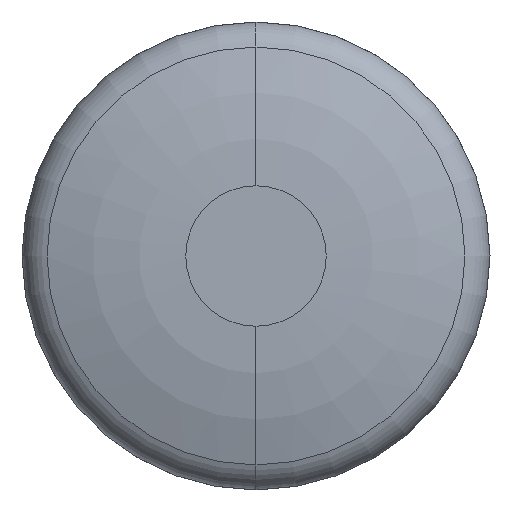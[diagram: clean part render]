
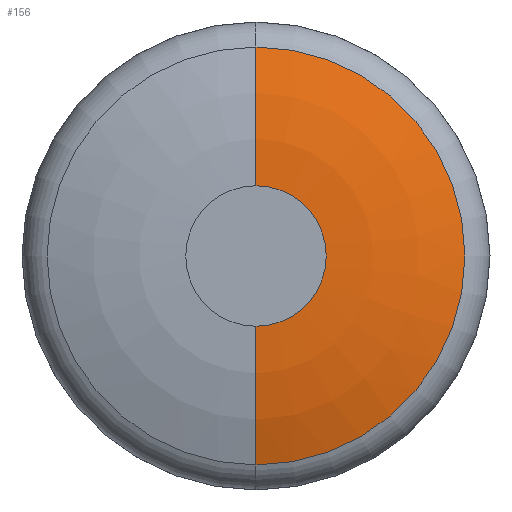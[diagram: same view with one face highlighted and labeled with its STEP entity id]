
A CAD part, front view. The second image highlights one B-rep face of the part: STEP entity #156.
In plain terms, the highlighted toroidal (fillet/blend) face has major radius 1.905 mm and minor radius 11.43 mm.
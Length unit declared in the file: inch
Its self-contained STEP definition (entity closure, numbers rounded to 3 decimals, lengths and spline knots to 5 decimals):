
#26 = ORIENTED_EDGE ( 'NONE', *, *, #493, .F. ) ;
#29 = DIRECTION ( 'NONE',  ( -1., 0., 0. ) ) ;
#45 = VERTEX_POINT ( 'NONE', #280 ) ;
#57 = CARTESIAN_POINT ( 'NONE',  ( 0., 0.02509, 0. ) ) ;
#78 = CARTESIAN_POINT ( 'NONE',  ( 0., 0., 0. ) ) ;
#95 = CIRCLE ( 'NONE', #275, 0.22317 ) ;
#97 = DIRECTION ( 'NONE',  ( 0., -1., 0. ) ) ;
#98 = DIRECTION ( 'NONE',  ( 1., 0., 0. ) ) ;
#119 = DIRECTION ( 'NONE',  ( 0., 0., 1. ) ) ;
#129 = CARTESIAN_POINT ( 'NONE',  ( 0., 0.45, -0.075 ) ) ;
#131 = CIRCLE ( 'NONE', #427, 0.45 ) ;
#138 = DIRECTION ( 'NONE',  ( 0., -1., 0. ) ) ;
#144 = CARTESIAN_POINT ( 'NONE',  ( 0., 0.45, 0. ) ) ;
#146 = EDGE_CURVE ( 'NONE', #572, #264, #131, .T. ) ;
#156 = ADVANCED_FACE ( 'NONE', ( #214 ), #560, .T. ) ;
#214 = FACE_OUTER_BOUND ( 'NONE', #392, .T. ) ;
#231 = AXIS2_PLACEMENT_3D ( 'NONE', #144, #138, #271 ) ;
#264 = VERTEX_POINT ( 'NONE', #360 ) ;
#271 = DIRECTION ( 'NONE',  ( 0., 0., -1. ) ) ;
#275 = AXIS2_PLACEMENT_3D ( 'NONE', #57, #97, #327 ) ;
#280 = CARTESIAN_POINT ( 'NONE',  ( 0., 0., 0.075 ) ) ;
#281 = CARTESIAN_POINT ( 'NONE',  ( 0., 0.02509, -0.22317 ) ) ;
#283 = DIRECTION ( 'NONE',  ( 0., 0., -1. ) ) ;
#298 = DIRECTION ( 'NONE',  ( 0., 0., -1. ) ) ;
#300 = EDGE_CURVE ( 'NONE', #572, #536, #95, .T. ) ;
#327 = DIRECTION ( 'NONE',  ( 0., 0., -1. ) ) ;
#356 = EDGE_CURVE ( 'NONE', #536, #45, #376, .T. ) ;
#360 = CARTESIAN_POINT ( 'NONE',  ( 0., 0., -0.075 ) ) ;
#362 = CARTESIAN_POINT ( 'NONE',  ( 0., 0.45, 0.075 ) ) ;
#374 = ORIENTED_EDGE ( 'NONE', *, *, #356, .T. ) ;
#376 = CIRCLE ( 'NONE', #516, 0.45 ) ;
#379 = ORIENTED_EDGE ( 'NONE', *, *, #146, .F. ) ;
#392 = EDGE_LOOP ( 'NONE', ( #576, #374, #26, #379 ) ) ;
#427 = AXIS2_PLACEMENT_3D ( 'NONE', #129, #29, #119 ) ;
#468 = DIRECTION ( 'NONE',  ( 0., -1., 0. ) ) ;
#486 = CIRCLE ( 'NONE', #565, 0.075 ) ;
#493 = EDGE_CURVE ( 'NONE', #264, #45, #486, .T. ) ;
#507 = CARTESIAN_POINT ( 'NONE',  ( 0., 0.02509, 0.22317 ) ) ;
#516 = AXIS2_PLACEMENT_3D ( 'NONE', #362, #98, #283 ) ;
#536 = VERTEX_POINT ( 'NONE', #507 ) ;
#560 = TOROIDAL_SURFACE ( 'NONE', #231, 0.075, 0.45 ) ;
#565 = AXIS2_PLACEMENT_3D ( 'NONE', #78, #468, #298 ) ;
#572 = VERTEX_POINT ( 'NONE', #281 ) ;
#576 = ORIENTED_EDGE ( 'NONE', *, *, #300, .T. ) ;
